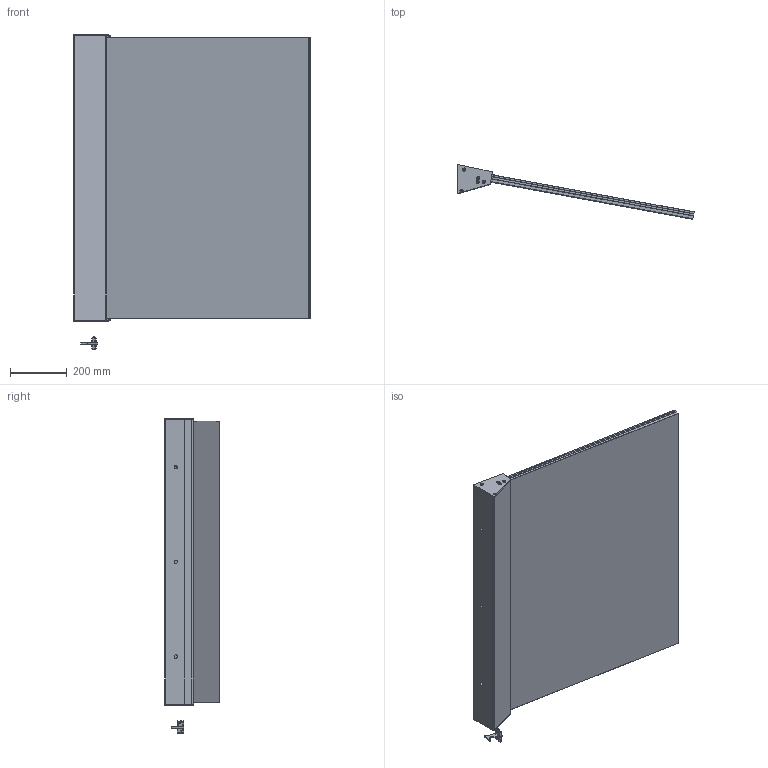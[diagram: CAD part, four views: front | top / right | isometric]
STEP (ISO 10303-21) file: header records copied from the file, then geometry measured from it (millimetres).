
FILE_DESCRIPTION (( 'STEP AP214' ), '1' );
FILE_NAME ('GGV 25.04mm SIA 2057.STEP', '2023-10-30T14:46:53', ( '' ), ( '' ), 'SwSTEP 2.0', 'SolidWorks 2022', '' );
FILE_SCHEMA (( 'AUTOMOTIVE_DESIGN' ));
Length unit declared in the file: millimetre
Products named in the file (19): 137450_01; 137476_01; 137475_01; 137462_01; 137477_01; 137468; Glas 25.04mm_01; 137479_01; 137484_01; 137480_01; 137469; GGV 25.04mm SIA 2057; 137464_Ø6; 137452_01; 137481_01; 137465_01; 137466; 137482_01; 137463_01
Assembly tree (33 placements, depth 3):
  GGV 25.04mm SIA 2057
    137450_01
    137452_01
    137463_01
    137465_01
    137469
    Glas 25.04mm_01
    137480_01
      137479_01
      137475_01
      137468  x5
    137482_01
      137481_01
      137475_01
      137468  x5
    137484_01
      137476_01
      137477_01  x2
      137466  x2
    137462_01
    137464_Ø6  x4
Bounding box: 831.19 x 190.33 x 1109.62 mm (x, y, z)
Volume: 23025961.2 mm3; surface area: 3242160.7 mm2
Topology: 30 solids, 30 shells, 1020 faces, 2623 edges, 1644 vertices
Faces by surface type: plane 451, cylinder 379, cone 140, torus 50
Entity records: 23390 total; most frequent: CARTESIAN_POINT 4138, DIRECTION 3835, ORIENTED_EDGE 3602, EDGE_CURVE 1801, AXIS2_PLACEMENT_3D 1387, VERTEX_POINT 1158, VECTOR 1061, LINE 1061
